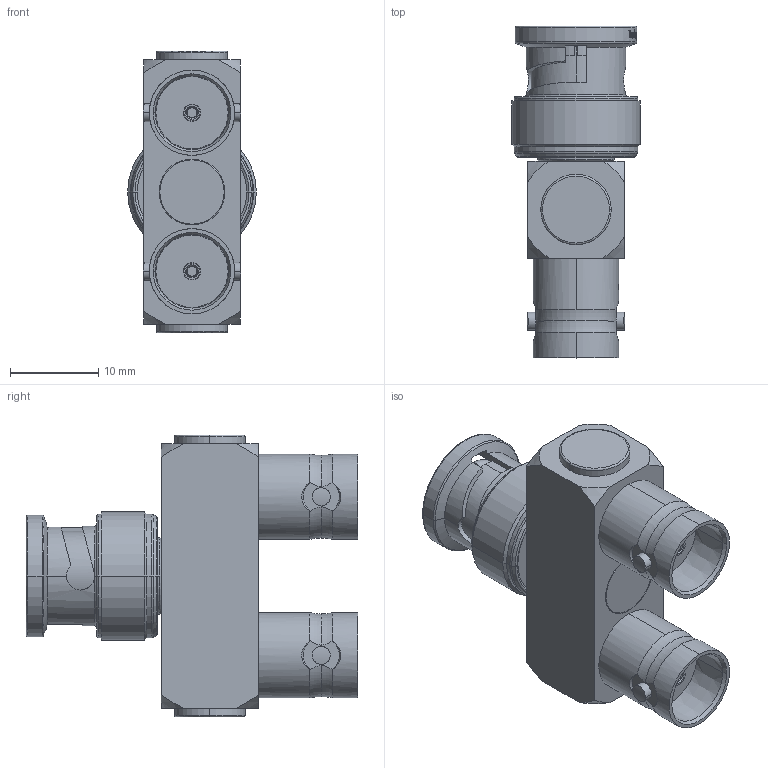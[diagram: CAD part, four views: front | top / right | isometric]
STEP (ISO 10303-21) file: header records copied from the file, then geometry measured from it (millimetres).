
FILE_DESCRIPTION (( 'STEP AP214' ), '1' );
FILE_NAME ('J01005A0005.STEP', '2018-11-15T13:59:53', ( '' ), ( '' ), 'SwSTEP 2.0', 'SolidWorks 2017', '' );
FILE_SCHEMA (( 'AUTOMOTIVE_DESIGN' ));
Length unit declared in the file: millimetre
Products named in the file (1): J01005A0005
Bounding box: 14.6 x 37.65 x 32 mm (x, y, z)
Volume: 6612.3 mm3; surface area: 3949.6 mm2
Topology: 1 solids, 11 shells, 562 faces, 1420 edges, 932 vertices
Faces by surface type: plane 204, cylinder 143, cone 85, bspline 78, torus 52
Entity records: 26387 total; most frequent: CARTESIAN_POINT 7807, ORIENTED_EDGE 2840, DIRECTION 2318, EDGE_CURVE 1420, VERTEX_POINT 932, AXIS2_PLACEMENT_3D 888, EDGE_LOOP 618, FACE_OUTER_BOUND 562
